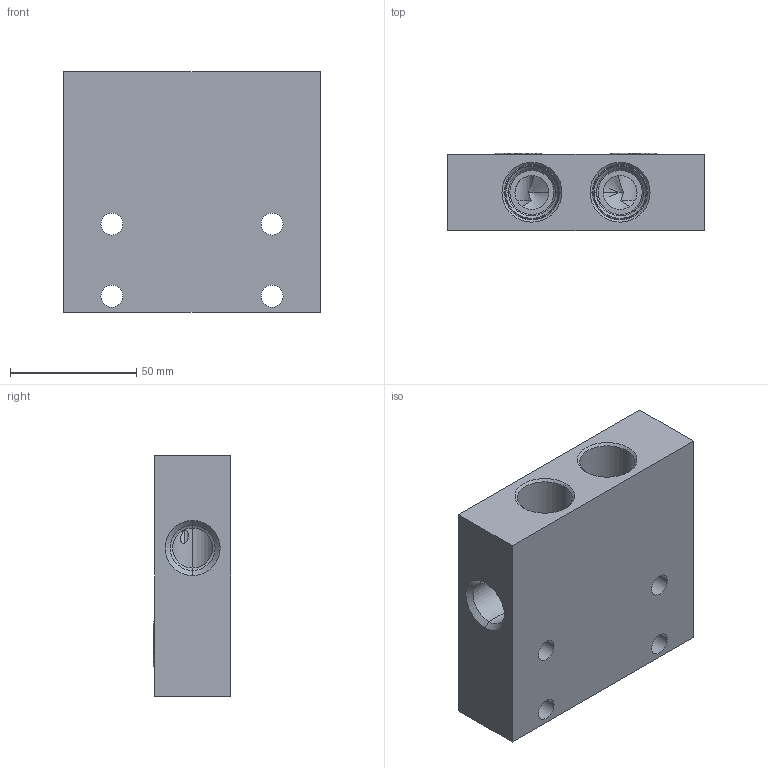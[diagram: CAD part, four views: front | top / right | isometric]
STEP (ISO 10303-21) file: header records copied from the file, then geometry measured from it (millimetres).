
FILE_DESCRIPTION((''),'2;1');
FILE_NAME('VTQ_ASM','2020-03-31T',('ProEService'),(''),'PRO/ENGINEER BY PARAMETRIC TECHNOLOGY CORPORATION, 2014200','PRO/ENGINEER BY PARAMETRIC TECHNOLOGY CORPORATION, 2014200','');
FILE_SCHEMA(('CONFIG_CONTROL_DESIGN'));
Length unit declared in the file: inch
Products named in the file (3): 152-925-001; 500-001-113; VTQ_ASM
Assembly tree (3 placements, depth 2):
  VTQ_ASM
    152-925-001
    500-001-113  x2
Bounding box: 101.6 x 30.63 x 95.25 mm (x, y, z)
Volume: 228718.4 mm3; surface area: 46521 mm2
Topology: 3 solids, 3 shells, 116 faces, 447 edges, 415 vertices
Faces by surface type: cylinder 52, cone 40, plane 12, revolution 8, torus 4
Entity records: 5355 total; most frequent: CARTESIAN_POINT 1772, DIRECTION 751, ORIENTED_EDGE 520, VECTOR 273, LINE 273, EDGE_CURVE 260, AXIS2_PLACEMENT_3D 237, TRIMMED_CURVE 169
